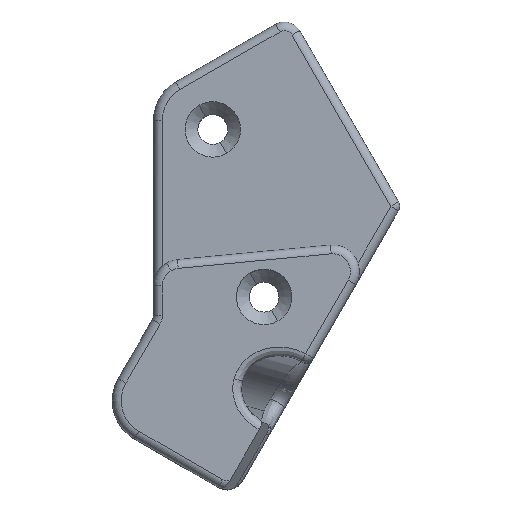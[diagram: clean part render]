
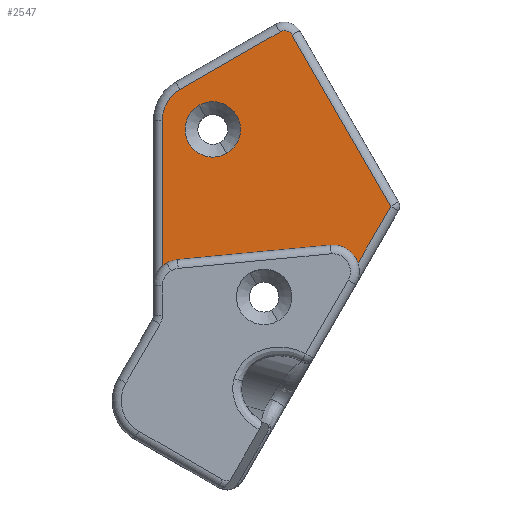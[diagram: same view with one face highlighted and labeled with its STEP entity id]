
A CAD part, top view. The second image highlights one B-rep face of the part: STEP entity #2547.
In plain terms, the highlighted planar face has unit normal (0, 0, 1).
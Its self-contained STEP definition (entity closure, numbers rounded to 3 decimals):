
#88 = DIRECTION ( 'NONE',  ( 0., 0., -1. ) ) ;
#103 = ORIENTED_EDGE ( 'NONE', *, *, #3059, .F. ) ;
#151 = VERTEX_POINT ( 'NONE', #921 ) ;
#234 = AXIS2_PLACEMENT_3D ( 'NONE', #3716, #601, #1873 ) ;
#252 = CARTESIAN_POINT ( 'NONE',  ( -39.588, 31.415, 8.1 ) ) ;
#283 = CARTESIAN_POINT ( 'NONE',  ( -13.655, 21.651, 8.1 ) ) ;
#290 = VERTEX_POINT ( 'NONE', #2453 ) ;
#300 = CARTESIAN_POINT ( 'NONE',  ( -39.588, 14.831, 8.1 ) ) ;
#361 = DIRECTION ( 'NONE',  ( -0.5, 0.866, 0. ) ) ;
#387 = DIRECTION ( 'NONE',  ( -0.5, -0.866, 0. ) ) ;
#433 = CARTESIAN_POINT ( 'NONE',  ( -37.588, 12.595, 8.1 ) ) ;
#445 = CARTESIAN_POINT ( 'NONE',  ( -32.288, 27.648, 8.1 ) ) ;
#495 = AXIS2_PLACEMENT_3D ( 'NONE', #3820, #2580, #1974 ) ;
#517 = VERTEX_POINT ( 'NONE', #252 ) ;
#533 = EDGE_LOOP ( 'NONE', ( #3649, #3579 ) ) ;
#601 = DIRECTION ( 'NONE',  ( 0., 0., 1. ) ) ;
#668 = VERTEX_POINT ( 'NONE', #975 ) ;
#717 = VERTEX_POINT ( 'NONE', #1197 ) ;
#732 = CIRCLE ( 'NONE', #3012, 3.15 ) ;
#806 = VERTEX_POINT ( 'NONE', #445 ) ;
#919 = EDGE_CURVE ( 'NONE', #2952, #517, #2073, .T. ) ;
#921 = CARTESIAN_POINT ( 'NONE',  ( -26.232, 41.435, 8.1 ) ) ;
#944 = DIRECTION ( 'NONE',  ( 0.866, 0.5, 0. ) ) ;
#975 = CARTESIAN_POINT ( 'NONE',  ( -37.588, 34.879, 8.1 ) ) ;
#1014 = VERTEX_POINT ( 'NONE', #3127 ) ;
#1042 = EDGE_CURVE ( 'NONE', #806, #3152, #732, .T. ) ;
#1094 = CIRCLE ( 'NONE', #495, 4. ) ;
#1106 = CARTESIAN_POINT ( 'NONE',  ( -39.588, 31.415, 8.1 ) ) ;
#1117 = EDGE_CURVE ( 'NONE', #668, #151, #3740, .T. ) ;
#1197 = CARTESIAN_POINT ( 'NONE',  ( -17.387, 15.185, 8.1 ) ) ;
#1250 = CARTESIAN_POINT ( 'NONE',  ( -26.232, 41.435, 8.1 ) ) ;
#1535 = FACE_BOUND ( 'NONE', #533, .T. ) ;
#1560 = CARTESIAN_POINT ( 'NONE',  ( -33.863, 30.376, 8.1 ) ) ;
#1581 = DIRECTION ( 'NONE',  ( 0., 0., -1. ) ) ;
#1623 = AXIS2_PLACEMENT_3D ( 'NONE', #433, #2228, #361 ) ;
#1661 = DIRECTION ( 'NONE',  ( 0., 0., -1. ) ) ;
#1671 = CARTESIAN_POINT ( 'NONE',  ( -25.732, 40.569, 8.1 ) ) ;
#1674 = VECTOR ( 'NONE', #944, 1000. ) ;
#1737 = ORIENTED_EDGE ( 'NONE', *, *, #919, .F. ) ;
#1762 = ORIENTED_EDGE ( 'NONE', *, *, #3258, .F. ) ;
#1832 = EDGE_CURVE ( 'NONE', #151, #290, #3426, .T. ) ;
#1873 = DIRECTION ( 'NONE',  ( -0.5, 0.866, 0. ) ) ;
#1974 = DIRECTION ( 'NONE',  ( -0.5, 0.866, 0. ) ) ;
#1979 = DIRECTION ( 'NONE',  ( -0.5, 0.866, 0. ) ) ;
#2015 = AXIS2_PLACEMENT_3D ( 'NONE', #2557, #1661, #2522 ) ;
#2027 = EDGE_CURVE ( 'NONE', #1014, #3878, #3503, .T. ) ;
#2072 = VECTOR ( 'NONE', #387, 1000. ) ;
#2073 = LINE ( 'NONE', #1106, #3933 ) ;
#2095 = DIRECTION ( 'NONE',  ( 0., 1., 0. ) ) ;
#2133 = CIRCLE ( 'NONE', #3243, 3. ) ;
#2155 = DIRECTION ( 'NONE',  ( -0.5, 0.866, 0. ) ) ;
#2163 = ORIENTED_EDGE ( 'NONE', *, *, #2555, .F. ) ;
#2192 = CARTESIAN_POINT ( 'NONE',  ( -37.588, 12.595, 8.1 ) ) ;
#2209 = DIRECTION ( 'NONE',  ( 0.5, -0.866, 0. ) ) ;
#2228 = DIRECTION ( 'NONE',  ( 0., 0., 1. ) ) ;
#2262 = EDGE_CURVE ( 'NONE', #2536, #717, #3491, .T. ) ;
#2264 = DIRECTION ( 'NONE',  ( -0.995, -0.095, 0. ) ) ;
#2281 = LINE ( 'NONE', #3164, #2901 ) ;
#2396 = ORIENTED_EDGE ( 'NONE', *, *, #3003, .F. ) ;
#2453 = CARTESIAN_POINT ( 'NONE',  ( -24.866, 41.069, 8.1 ) ) ;
#2482 = ORIENTED_EDGE ( 'NONE', *, *, #2262, .F. ) ;
#2522 = DIRECTION ( 'NONE',  ( -0.5, 0.866, 0. ) ) ;
#2536 = VERTEX_POINT ( 'NONE', #283 ) ;
#2547 = ADVANCED_FACE ( 'NONE', ( #1535, #2767 ), #4024, .T. ) ;
#2555 = EDGE_CURVE ( 'NONE', #2579, #1014, #2281, .T. ) ;
#2557 = CARTESIAN_POINT ( 'NONE',  ( -33.863, 30.376, 8.1 ) ) ;
#2571 = CIRCLE ( 'NONE', #1623, 3. ) ;
#2579 = VERTEX_POINT ( 'NONE', #3203 ) ;
#2580 = DIRECTION ( 'NONE',  ( 0., 0., -1. ) ) ;
#2595 = EDGE_CURVE ( 'NONE', #3152, #806, #3049, .T. ) ;
#2599 = ORIENTED_EDGE ( 'NONE', *, *, #2723, .F. ) ;
#2628 = CARTESIAN_POINT ( 'NONE',  ( -13.366, 21.151, 8.1 ) ) ;
#2697 = DIRECTION ( 'NONE',  ( -0.5, 0.866, 0. ) ) ;
#2723 = EDGE_CURVE ( 'NONE', #717, #2579, #2133, .T. ) ;
#2767 = FACE_OUTER_BOUND ( 'NONE', #2934, .T. ) ;
#2901 = VECTOR ( 'NONE', #2264, 1000. ) ;
#2934 = EDGE_LOOP ( 'NONE', ( #2482, #2396, #3945, #3439, #1762, #1737, #103, #3156, #2163, #2599 ) ) ;
#2952 = VERTEX_POINT ( 'NONE', #300 ) ;
#2965 = AXIS2_PLACEMENT_3D ( 'NONE', #1671, #88, #1979 ) ;
#3003 = EDGE_CURVE ( 'NONE', #290, #2536, #3446, .T. ) ;
#3012 = AXIS2_PLACEMENT_3D ( 'NONE', #1560, #1581, #2155 ) ;
#3049 = CIRCLE ( 'NONE', #2015, 3.15 ) ;
#3059 = EDGE_CURVE ( 'NONE', #3878, #2952, #2571, .T. ) ;
#3068 = CARTESIAN_POINT ( 'NONE',  ( -35.438, 33.104, 8.1 ) ) ;
#3127 = CARTESIAN_POINT ( 'NONE',  ( -37.873, 15.581, 8.1 ) ) ;
#3152 = VERTEX_POINT ( 'NONE', #3068 ) ;
#3156 = ORIENTED_EDGE ( 'NONE', *, *, #2027, .F. ) ;
#3164 = CARTESIAN_POINT ( 'NONE',  ( -36.93, 15.671, 8.1 ) ) ;
#3190 = CARTESIAN_POINT ( 'NONE',  ( -31.366, -9.026, 8.1 ) ) ;
#3203 = CARTESIAN_POINT ( 'NONE',  ( -20.522, 17.235, 8.1 ) ) ;
#3243 = AXIS2_PLACEMENT_3D ( 'NONE', #3899, #3296, #2697 ) ;
#3258 = EDGE_CURVE ( 'NONE', #517, #668, #1094, .T. ) ;
#3296 = DIRECTION ( 'NONE',  ( 0., 0., 1. ) ) ;
#3426 = CIRCLE ( 'NONE', #2965, 1. ) ;
#3429 = VECTOR ( 'NONE', #2209, 1000. ) ;
#3439 = ORIENTED_EDGE ( 'NONE', *, *, #1117, .F. ) ;
#3446 = LINE ( 'NONE', #2628, #3429 ) ;
#3451 = DIRECTION ( 'NONE',  ( 0., 0., 1. ) ) ;
#3491 = LINE ( 'NONE', #3190, #2072 ) ;
#3503 = CIRCLE ( 'NONE', #3629, 3. ) ;
#3579 = ORIENTED_EDGE ( 'NONE', *, *, #1042, .T. ) ;
#3629 = AXIS2_PLACEMENT_3D ( 'NONE', #2192, #3451, #3741 ) ;
#3649 = ORIENTED_EDGE ( 'NONE', *, *, #2595, .T. ) ;
#3716 = CARTESIAN_POINT ( 'NONE',  ( -37.5, 21.651, 8.1 ) ) ;
#3740 = LINE ( 'NONE', #1250, #1674 ) ;
#3741 = DIRECTION ( 'NONE',  ( -0.5, 0.866, 0. ) ) ;
#3820 = CARTESIAN_POINT ( 'NONE',  ( -35.588, 31.415, 8.1 ) ) ;
#3824 = CARTESIAN_POINT ( 'NONE',  ( -39.088, 15.193, 8.1 ) ) ;
#3878 = VERTEX_POINT ( 'NONE', #3824 ) ;
#3899 = CARTESIAN_POINT ( 'NONE',  ( -20.238, 14.249, 8.1 ) ) ;
#3933 = VECTOR ( 'NONE', #2095, 1000. ) ;
#3945 = ORIENTED_EDGE ( 'NONE', *, *, #1832, .F. ) ;
#4024 = PLANE ( 'NONE',  #234 ) ;
